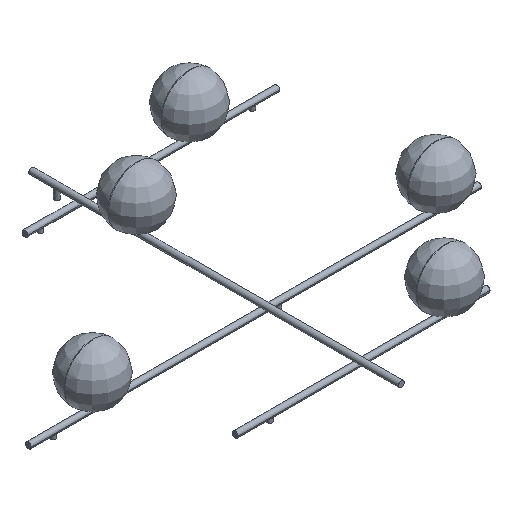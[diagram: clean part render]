
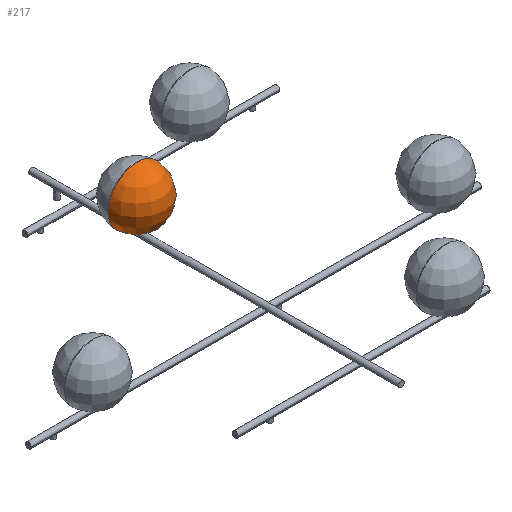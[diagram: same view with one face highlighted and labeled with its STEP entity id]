
A CAD part, isometric view. The second image highlights one B-rep face of the part: STEP entity #217.
In plain terms, the highlighted free-form (B-spline) face has degree [2, 2] with [5, 5] control points.
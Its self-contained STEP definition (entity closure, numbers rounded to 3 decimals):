
#217=ADVANCED_FACE('',(#300),#1051,.T.);
#300=FACE_OUTER_BOUND('',#383,.T.);
#383=EDGE_LOOP('',(#473,#474,#475));
#473=ORIENTED_EDGE('',*,*,#719,.T.);
#474=ORIENTED_EDGE('',*,*,#722,.F.);
#475=ORIENTED_EDGE('',*,*,#721,.F.);
#719=EDGE_CURVE('',#969,#970,#845,.T.);
#721=EDGE_CURVE('',#969,#971,#847,.T.);
#722=EDGE_CURVE('',#971,#970,#848,.T.);
#845=(
BOUNDED_CURVE()
B_SPLINE_CURVE(2,(#1486,#1487,#1488,#1489,#1490),.UNSPECIFIED.,.F.,.F.)
B_SPLINE_CURVE_WITH_KNOTS((3,2,3),(0.,92.57,185.14),
 .UNSPECIFIED.)
CURVE()
GEOMETRIC_REPRESENTATION_ITEM()
RATIONAL_B_SPLINE_CURVE((1.,0.717,1.,0.717,1.))
REPRESENTATION_ITEM('')
);
#847=(
BOUNDED_CURVE()
B_SPLINE_CURVE(2,(#1496,#1497,#1498,#1499,#1500),.UNSPECIFIED.,.F.,.F.)
B_SPLINE_CURVE_WITH_KNOTS((3,2,3),(0.,92.57,185.14),
 .UNSPECIFIED.)
CURVE()
GEOMETRIC_REPRESENTATION_ITEM()
RATIONAL_B_SPLINE_CURVE((1.,0.717,1.,0.717,1.))
REPRESENTATION_ITEM('')
);
#848=(
BOUNDED_CURVE()
B_SPLINE_CURVE(2,(#1501,#1502,#1503,#1504,#1505),.UNSPECIFIED.,.F.,.F.)
B_SPLINE_CURVE_WITH_KNOTS((3,2,3),(-188.457,-94.228,0.),
 .UNSPECIFIED.)
CURVE()
GEOMETRIC_REPRESENTATION_ITEM()
RATIONAL_B_SPLINE_CURVE((1.,0.707,1.,0.707,1.))
REPRESENTATION_ITEM('')
);
#969=VERTEX_POINT('',#1480);
#970=VERTEX_POINT('',#1481);
#971=VERTEX_POINT('',#1482);
#1051=(
BOUNDED_SURFACE()
B_SPLINE_SURFACE(2,2,((#1360,#1361,#1362,#1363,#1364),(#1365,#1366,#1367,
#1368,#1369),(#1370,#1371,#1372,#1373,#1374),(#1375,#1376,#1377,#1378,#1379),
(#1380,#1381,#1382,#1383,#1384)),.UNSPECIFIED.,.F.,.F.,.F.)
B_SPLINE_SURFACE_WITH_KNOTS((3,2,3),(3,2,3),(0.,92.57,185.14),
(0.,94.228,188.457),.UNSPECIFIED.)
GEOMETRIC_REPRESENTATION_ITEM()
RATIONAL_B_SPLINE_SURFACE(((1.,0.707,1.,0.707,1.),
(0.717,0.507,0.717,0.507,
0.717),(1.,0.707,1.,0.707,1.),(0.717,
0.507,0.717,0.507,0.717),
(1.,0.707,1.,0.707,1.)))
REPRESENTATION_ITEM('')
SURFACE()
);
#1360=CARTESIAN_POINT('',(-366.736,265.618,150.393));
#1361=CARTESIAN_POINT('',(-366.736,265.618,150.393));
#1362=CARTESIAN_POINT('',(-366.736,265.618,150.393));
#1363=CARTESIAN_POINT('',(-366.736,265.618,150.393));
#1364=CARTESIAN_POINT('',(-366.736,265.618,150.393));
#1365=CARTESIAN_POINT('',(-425.081,265.618,150.393));
#1366=CARTESIAN_POINT('',(-425.081,207.273,150.393));
#1367=CARTESIAN_POINT('',(-366.736,207.273,150.393));
#1368=CARTESIAN_POINT('',(-308.391,207.273,150.393));
#1369=CARTESIAN_POINT('',(-308.391,265.618,150.393));
#1370=CARTESIAN_POINT('',(-426.712,265.618,92.07));
#1371=CARTESIAN_POINT('',(-426.712,205.641,92.07));
#1372=CARTESIAN_POINT('',(-366.736,205.641,92.07));
#1373=CARTESIAN_POINT('',(-306.759,205.641,92.07));
#1374=CARTESIAN_POINT('',(-306.759,265.618,92.07));
#1375=CARTESIAN_POINT('',(-428.344,265.618,33.748));
#1376=CARTESIAN_POINT('',(-428.344,204.01,33.748));
#1377=CARTESIAN_POINT('',(-366.736,204.01,33.748));
#1378=CARTESIAN_POINT('',(-305.128,204.01,33.748));
#1379=CARTESIAN_POINT('',(-305.128,265.618,33.748));
#1380=CARTESIAN_POINT('',(-370.09,265.618,30.486));
#1381=CARTESIAN_POINT('',(-370.09,262.264,30.486));
#1382=CARTESIAN_POINT('',(-366.736,262.264,30.486));
#1383=CARTESIAN_POINT('',(-363.382,262.264,30.486));
#1384=CARTESIAN_POINT('',(-363.382,265.618,30.486));
#1480=CARTESIAN_POINT('',(-366.736,265.618,150.393));
#1481=CARTESIAN_POINT('',(-370.09,265.618,30.486));
#1482=CARTESIAN_POINT('',(-363.382,265.618,30.486));
#1486=CARTESIAN_POINT('',(-366.736,265.618,150.393));
#1487=CARTESIAN_POINT('',(-425.081,265.618,150.393));
#1488=CARTESIAN_POINT('',(-426.712,265.618,92.07));
#1489=CARTESIAN_POINT('',(-428.344,265.618,33.748));
#1490=CARTESIAN_POINT('',(-370.09,265.618,30.486));
#1496=CARTESIAN_POINT('',(-366.736,265.618,150.393));
#1497=CARTESIAN_POINT('',(-308.391,265.618,150.393));
#1498=CARTESIAN_POINT('',(-306.759,265.618,92.07));
#1499=CARTESIAN_POINT('',(-305.128,265.618,33.748));
#1500=CARTESIAN_POINT('',(-363.382,265.618,30.486));
#1501=CARTESIAN_POINT('',(-363.382,265.618,30.486));
#1502=CARTESIAN_POINT('',(-363.382,262.264,30.486));
#1503=CARTESIAN_POINT('',(-366.736,262.264,30.486));
#1504=CARTESIAN_POINT('',(-370.09,262.264,30.486));
#1505=CARTESIAN_POINT('',(-370.09,265.618,30.486));
